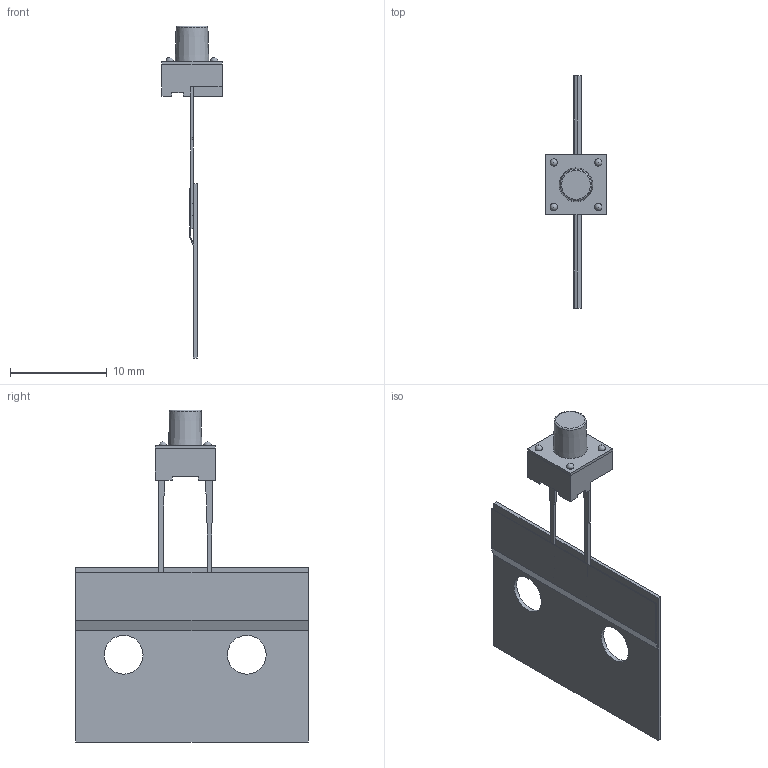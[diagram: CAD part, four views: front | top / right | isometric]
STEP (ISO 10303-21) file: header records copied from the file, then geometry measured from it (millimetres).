
FILE_DESCRIPTION(/* description */ (''),/* implementation_level */ '2;1');
FILE_NAME(/* name */ 'TL59EFxxxQ.stp',/* time_stamp */ '2024-04-24T14:05:17-05:00',/* author */ ('mroman'),/* organization */ (''),/* preprocessor_version */ 'ST-DEVELOPER v18.1',/* originating_system */ 'Autodesk Inventor 2022',/* authorisation */ '');
FILE_SCHEMA (('AUTOMOTIVE_DESIGN { 1 0 10303 214 3 1 1 }'));
Length unit declared in the file: millimetre
Products named in the file (1): TL59EFxxxQ
Bounding box: 6.2 x 24 x 34.25 mm (x, y, z)
Volume: 309.3 mm3; surface area: 1543.3 mm2
Topology: 1 solids, 1 shells, 207 faces, 556 edges, 358 vertices
Faces by surface type: plane 141, cylinder 52, sphere 6, torus 5, cone 2, bspline 1
Full cylindrical faces by diameter (mm): 0.75 x4, 3.5 x1, 4 x2
Entity records: 6505 total; most frequent: CARTESIAN_POINT 1206, ORIENTED_EDGE 1104, DIRECTION 1062, EDGE_CURVE 552, LINE 444, VECTOR 444, VERTEX_POINT 358, AXIS2_PLACEMENT_3D 309
